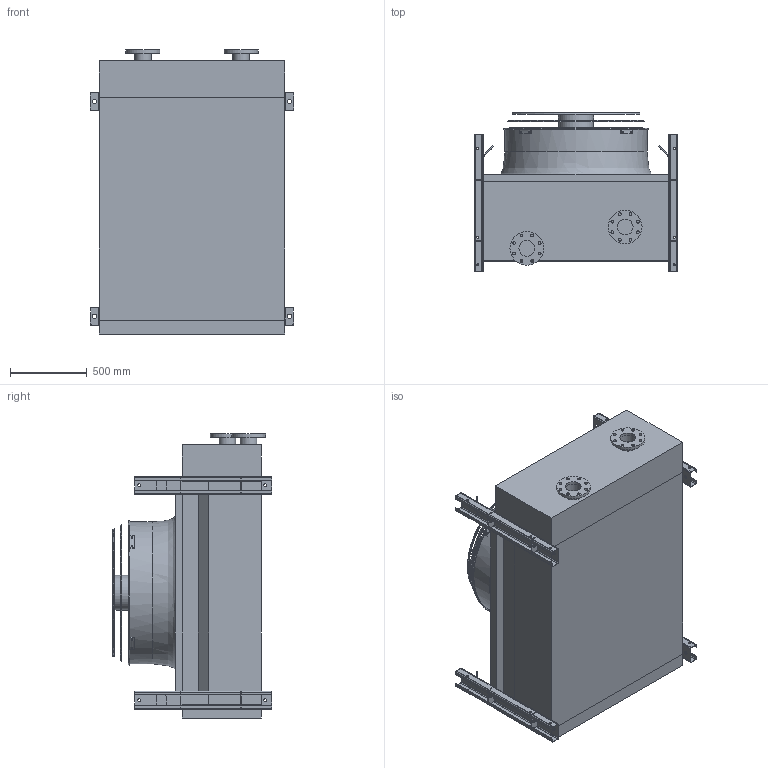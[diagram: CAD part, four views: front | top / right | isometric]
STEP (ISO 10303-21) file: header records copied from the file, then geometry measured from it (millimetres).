
FILE_DESCRIPTION (( 'STEP AP203' ), '1' );
FILE_NAME ('BOS_01L_V_SS.STEP', '2017-03-30T07:21:21', ( 'Alfa Laval' ), ( 'Alfa Laval' ), 'SwSTEP 2.0', 'SolidWorks 2016', '' );
FILE_SCHEMA (( 'CONFIG_CONTROL_DESIGN' ));
Length unit declared in the file: millimetre
Products named in the file (4): BO_HV_LIGHT_BOCF_30T_L_1M_SS; BOFE_HV_LIGHT_BOS1L; BOFA_LIGHT_�910 IEC; BOS_01L_V_SS
Assembly tree (3 placements, depth 2):
  BOS_01L_V_SS
    BO_HV_LIGHT_BOCF_30T_L_1M_SS
    BOFE_HV_LIGHT_BOS1L
    BOFA_LIGHT_�910 IEC
Bounding box: 1326 x 1040 x 1850 mm (x, y, z)
Volume: 1377662533.6 mm3; surface area: 14890424.4 mm2
Topology: 26 solids, 27 shells, 516 faces, 1341 edges, 893 vertices
Faces by surface type: plane 266, cylinder 190, torus 53, cone 6, bspline 1
Full cylindrical faces by diameter (mm): 14 x24, 18 x16, 20 x8, 28 x12, 103 x2, 108 x2, 220 x2, 228 x1, 236 x1, 262.56 x1, 276 x1, 308 x1, 328 x1, 406.8 x1, 426.8 x1, 505.6 x1, 525.6 x1, 604.4 x1, 624.4 x1, 703.2 x1, 723.2 x1, 802 x1, 926 x1
Entity records: 17453 total; most frequent: CARTESIAN_POINT 4436, DIRECTION 2693, ORIENTED_EDGE 2392, EDGE_CURVE 1196, AXIS2_PLACEMENT_3D 1030, VERTEX_POINT 840, EDGE_LOOP 776, VECTOR 633
